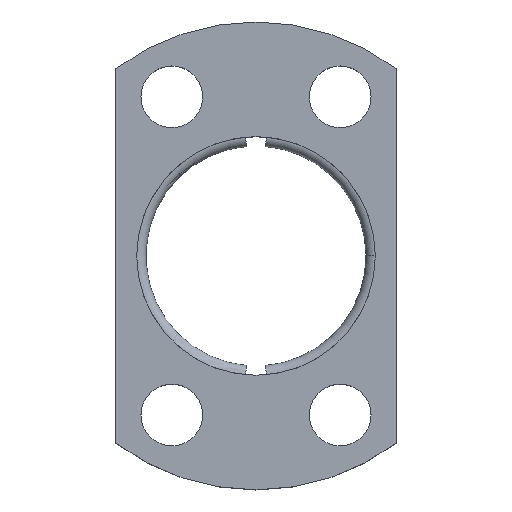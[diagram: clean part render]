
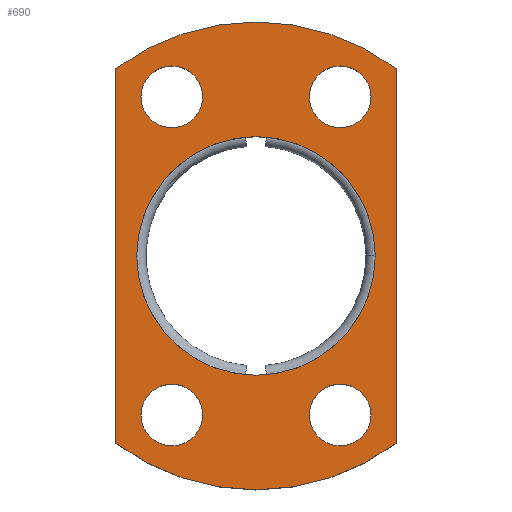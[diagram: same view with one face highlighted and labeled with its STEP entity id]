
A CAD part, top view. The second image highlights one B-rep face of the part: STEP entity #690.
In plain terms, the highlighted planar face has unit normal (0, 0, 1).
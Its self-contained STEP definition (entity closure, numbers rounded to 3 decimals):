
#7 = EDGE_CURVE ( 'NONE', #956, #862, #491, .T. ) ;
#27 = EDGE_LOOP ( 'NONE', ( #848, #947 ) ) ;
#32 = EDGE_CURVE ( 'NONE', #770, #279, #444, .T. ) ;
#41 = CARTESIAN_POINT ( 'NONE',  ( -12.75, 0., 0. ) ) ;
#50 = CARTESIAN_POINT ( 'NONE',  ( -9., 17., 0. ) ) ;
#63 = CARTESIAN_POINT ( 'NONE',  ( -12.3, -17., 0. ) ) ;
#66 = DIRECTION ( 'NONE',  ( 1., 0., 0. ) ) ;
#69 = EDGE_LOOP ( 'NONE', ( #1156, #457 ) ) ;
#88 = EDGE_LOOP ( 'NONE', ( #800, #235 ) ) ;
#97 = VECTOR ( 'NONE', #428, 1000. ) ;
#102 = ORIENTED_EDGE ( 'NONE', *, *, #1237, .F. ) ;
#131 = EDGE_CURVE ( 'NONE', #1119, #242, #661, .T. ) ;
#135 = LINE ( 'NONE', #1533, #1078 ) ;
#159 = CARTESIAN_POINT ( 'NONE',  ( -15., 0., 0. ) ) ;
#185 = CARTESIAN_POINT ( 'NONE',  ( 5.7, -17., 0. ) ) ;
#189 = EDGE_LOOP ( 'NONE', ( #1274, #572 ) ) ;
#193 = VERTEX_POINT ( 'NONE', #1160 ) ;
#197 = FACE_BOUND ( 'NONE', #88, .T. ) ;
#208 = DIRECTION ( 'NONE',  ( 0., 0., -1. ) ) ;
#213 = VERTEX_POINT ( 'NONE', #548 ) ;
#225 = DIRECTION ( 'NONE',  ( 0., 0., -1. ) ) ;
#235 = ORIENTED_EDGE ( 'NONE', *, *, #249, .T. ) ;
#242 = VERTEX_POINT ( 'NONE', #1537 ) ;
#249 = EDGE_CURVE ( 'NONE', #213, #977, #1522, .T. ) ;
#277 = AXIS2_PLACEMENT_3D ( 'NONE', #1260, #497, #1391 ) ;
#279 = VERTEX_POINT ( 'NONE', #969 ) ;
#283 = DIRECTION ( 'NONE',  ( 0., 0., -1. ) ) ;
#295 = DIRECTION ( 'NONE',  ( 0., 0., -1. ) ) ;
#326 = DIRECTION ( 'NONE',  ( 0., 0., -1. ) ) ;
#351 = VERTEX_POINT ( 'NONE', #1376 ) ;
#370 = AXIS2_PLACEMENT_3D ( 'NONE', #404, #1298, #533 ) ;
#394 = AXIS2_PLACEMENT_3D ( 'NONE', #1609, #836, #66 ) ;
#404 = CARTESIAN_POINT ( 'NONE',  ( 0., 0., 0. ) ) ;
#413 = CARTESIAN_POINT ( 'NONE',  ( 12.75, 0., 0. ) ) ;
#424 = CARTESIAN_POINT ( 'NONE',  ( -9., -17., 0. ) ) ;
#428 = DIRECTION ( 'NONE',  ( 0., 1., 0. ) ) ;
#434 = EDGE_LOOP ( 'NONE', ( #1411, #102 ) ) ;
#442 = CIRCLE ( 'NONE', #1523, 12.75 ) ;
#444 = LINE ( 'NONE', #159, #97 ) ;
#457 = ORIENTED_EDGE ( 'NONE', *, *, #857, .T. ) ;
#469 = CARTESIAN_POINT ( 'NONE',  ( 5.7, 17., 0. ) ) ;
#473 = DIRECTION ( 'NONE',  ( -1., 0., 0. ) ) ;
#484 = CARTESIAN_POINT ( 'NONE',  ( 9., 17., 0. ) ) ;
#491 = CIRCLE ( 'NONE', #703, 3.3 ) ;
#497 = DIRECTION ( 'NONE',  ( 0., 0., 1. ) ) ;
#516 = CARTESIAN_POINT ( 'NONE',  ( 0., 0., 0. ) ) ;
#531 = EDGE_CURVE ( 'NONE', #657, #714, #442, .T. ) ;
#533 = DIRECTION ( 'NONE',  ( 1., 0., 0. ) ) ;
#539 = FACE_BOUND ( 'NONE', #27, .T. ) ;
#548 = CARTESIAN_POINT ( 'NONE',  ( 12.3, -17., 0. ) ) ;
#550 = EDGE_CURVE ( 'NONE', #1502, #193, #135, .T. ) ;
#551 = DIRECTION ( 'NONE',  ( -1., 0., 0. ) ) ;
#560 = ORIENTED_EDGE ( 'NONE', *, *, #550, .F. ) ;
#572 = ORIENTED_EDGE ( 'NONE', *, *, #1174, .T. ) ;
#589 = CARTESIAN_POINT ( 'NONE',  ( -5.7, 17., 0. ) ) ;
#598 = EDGE_CURVE ( 'NONE', #1502, #279, #997, .T. ) ;
#607 = DIRECTION ( 'NONE',  ( -1., 0., 0. ) ) ;
#609 = EDGE_LOOP ( 'NONE', ( #1340, #974, #560, #933 ) ) ;
#645 = DIRECTION ( 'NONE',  ( 1., 0., 0. ) ) ;
#649 = EDGE_CURVE ( 'NONE', #977, #213, #1297, .T. ) ;
#657 = VERTEX_POINT ( 'NONE', #413 ) ;
#661 = CIRCLE ( 'NONE', #1643, 3.3 ) ;
#670 = CARTESIAN_POINT ( 'NONE',  ( 15., 20., 0. ) ) ;
#675 = CARTESIAN_POINT ( 'NONE',  ( -12.75, 0., 0. ) ) ;
#690 = ADVANCED_FACE ( 'NONE', ( #1218, #197, #539, #1561, #1521, #1180 ), #804, .F. ) ;
#703 = AXIS2_PLACEMENT_3D ( 'NONE', #50, #1662, #473 ) ;
#714 = VERTEX_POINT ( 'NONE', #41 ) ;
#717 = AXIS2_PLACEMENT_3D ( 'NONE', #1050, #283, #1183 ) ;
#770 = VERTEX_POINT ( 'NONE', #1337 ) ;
#800 = ORIENTED_EDGE ( 'NONE', *, *, #649, .T. ) ;
#804 = PLANE ( 'NONE',  #1405 ) ;
#836 = DIRECTION ( 'NONE',  ( 0., 0., 1. ) ) ;
#848 = ORIENTED_EDGE ( 'NONE', *, *, #1166, .T. ) ;
#850 = AXIS2_PLACEMENT_3D ( 'NONE', #975, #208, #1105 ) ;
#857 = EDGE_CURVE ( 'NONE', #862, #956, #1622, .T. ) ;
#862 = VERTEX_POINT ( 'NONE', #589 ) ;
#901 = EDGE_CURVE ( 'NONE', #351, #1052, #935, .T. ) ;
#933 = ORIENTED_EDGE ( 'NONE', *, *, #598, .T. ) ;
#935 = CIRCLE ( 'NONE', #1114, 3.3 ) ;
#947 = ORIENTED_EDGE ( 'NONE', *, *, #901, .T. ) ;
#956 = VERTEX_POINT ( 'NONE', #1587 ) ;
#969 = CARTESIAN_POINT ( 'NONE',  ( -15., 20., 0. ) ) ;
#974 = ORIENTED_EDGE ( 'NONE', *, *, #1054, .T. ) ;
#975 = CARTESIAN_POINT ( 'NONE',  ( -9., 17., 0. ) ) ;
#977 = VERTEX_POINT ( 'NONE', #185 ) ;
#988 = CARTESIAN_POINT ( 'NONE',  ( -9., -17., 0. ) ) ;
#997 = CIRCLE ( 'NONE', #370, 25. ) ;
#1001 = DIRECTION ( 'NONE',  ( -1., 0., 0. ) ) ;
#1050 = CARTESIAN_POINT ( 'NONE',  ( 9., -17., 0. ) ) ;
#1052 = VERTEX_POINT ( 'NONE', #63 ) ;
#1054 = EDGE_CURVE ( 'NONE', #770, #193, #1157, .T. ) ;
#1078 = VECTOR ( 'NONE', #1541, 1000. ) ;
#1091 = CARTESIAN_POINT ( 'NONE',  ( 9., -17., 0. ) ) ;
#1101 = AXIS2_PLACEMENT_3D ( 'NONE', #1091, #326, #1225 ) ;
#1105 = DIRECTION ( 'NONE',  ( -1., 0., 0. ) ) ;
#1114 = AXIS2_PLACEMENT_3D ( 'NONE', #424, #1319, #551 ) ;
#1118 = DIRECTION ( 'NONE',  ( -1., 0., 0. ) ) ;
#1119 = VERTEX_POINT ( 'NONE', #469 ) ;
#1156 = ORIENTED_EDGE ( 'NONE', *, *, #7, .T. ) ;
#1157 = CIRCLE ( 'NONE', #394, 25. ) ;
#1160 = CARTESIAN_POINT ( 'NONE',  ( 15., -20., 0. ) ) ;
#1166 = EDGE_CURVE ( 'NONE', #1052, #351, #1598, .T. ) ;
#1174 = EDGE_CURVE ( 'NONE', #242, #1119, #1256, .T. ) ;
#1180 = FACE_OUTER_BOUND ( 'NONE', #609, .T. ) ;
#1183 = DIRECTION ( 'NONE',  ( -1., 0., 0. ) ) ;
#1191 = DIRECTION ( 'NONE',  ( -1., 0., 0. ) ) ;
#1216 = CARTESIAN_POINT ( 'NONE',  ( 9., 17., 0. ) ) ;
#1218 = FACE_BOUND ( 'NONE', #189, .T. ) ;
#1225 = DIRECTION ( 'NONE',  ( -1., 0., 0. ) ) ;
#1237 = EDGE_CURVE ( 'NONE', #714, #657, #1558, .T. ) ;
#1256 = CIRCLE ( 'NONE', #1427, 3.3 ) ;
#1260 = CARTESIAN_POINT ( 'NONE',  ( 0., 0., 0. ) ) ;
#1274 = ORIENTED_EDGE ( 'NONE', *, *, #131, .T. ) ;
#1297 = CIRCLE ( 'NONE', #717, 3.3 ) ;
#1298 = DIRECTION ( 'NONE',  ( 0., 0., 1. ) ) ;
#1309 = DIRECTION ( 'NONE',  ( 0., 0., -1. ) ) ;
#1319 = DIRECTION ( 'NONE',  ( 0., 0., -1. ) ) ;
#1337 = CARTESIAN_POINT ( 'NONE',  ( -15., -20., 0. ) ) ;
#1340 = ORIENTED_EDGE ( 'NONE', *, *, #32, .F. ) ;
#1347 = AXIS2_PLACEMENT_3D ( 'NONE', #988, #225, #1118 ) ;
#1376 = CARTESIAN_POINT ( 'NONE',  ( -5.7, -17., 0. ) ) ;
#1377 = DIRECTION ( 'NONE',  ( 0., 0., -1. ) ) ;
#1391 = DIRECTION ( 'NONE',  ( 1., 0., 0. ) ) ;
#1405 = AXIS2_PLACEMENT_3D ( 'NONE', #675, #295, #1191 ) ;
#1409 = DIRECTION ( 'NONE',  ( 0., 0., 1. ) ) ;
#1411 = ORIENTED_EDGE ( 'NONE', *, *, #531, .F. ) ;
#1427 = AXIS2_PLACEMENT_3D ( 'NONE', #484, #1377, #607 ) ;
#1502 = VERTEX_POINT ( 'NONE', #670 ) ;
#1521 = FACE_BOUND ( 'NONE', #434, .T. ) ;
#1522 = CIRCLE ( 'NONE', #1101, 3.3 ) ;
#1523 = AXIS2_PLACEMENT_3D ( 'NONE', #516, #1409, #645 ) ;
#1533 = CARTESIAN_POINT ( 'NONE',  ( 15., 0., 0. ) ) ;
#1537 = CARTESIAN_POINT ( 'NONE',  ( 12.3, 17., 0. ) ) ;
#1541 = DIRECTION ( 'NONE',  ( 0., -1., 0. ) ) ;
#1558 = CIRCLE ( 'NONE', #277, 12.75 ) ;
#1561 = FACE_BOUND ( 'NONE', #69, .T. ) ;
#1587 = CARTESIAN_POINT ( 'NONE',  ( -12.3, 17., 0. ) ) ;
#1598 = CIRCLE ( 'NONE', #1347, 3.3 ) ;
#1609 = CARTESIAN_POINT ( 'NONE',  ( 0., 0., 0. ) ) ;
#1622 = CIRCLE ( 'NONE', #850, 3.3 ) ;
#1643 = AXIS2_PLACEMENT_3D ( 'NONE', #1216, #1309, #1001 ) ;
#1662 = DIRECTION ( 'NONE',  ( 0., 0., -1. ) ) ;
